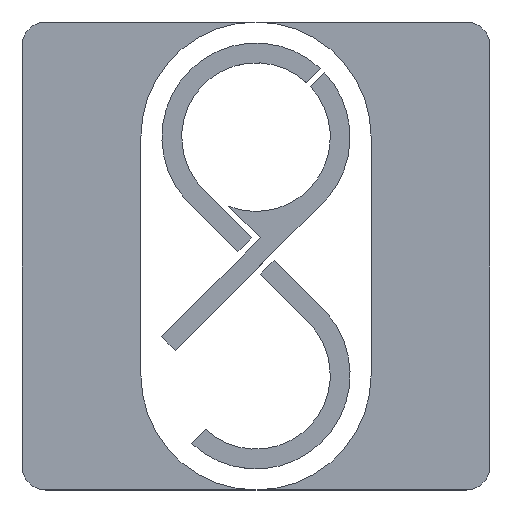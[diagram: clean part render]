
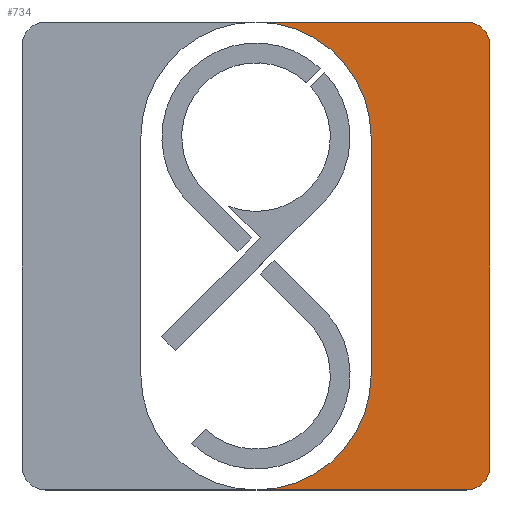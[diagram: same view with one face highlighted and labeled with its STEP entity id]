
A CAD part, top view. The second image highlights one B-rep face of the part: STEP entity #734.
In plain terms, the highlighted planar face has unit normal (0, 0, 1).
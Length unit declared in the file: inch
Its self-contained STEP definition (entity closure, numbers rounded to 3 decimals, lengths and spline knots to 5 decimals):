
#28=PLANE('',#813);
#63=FACE_OUTER_BOUND('',#108,.T.);
#108=EDGE_LOOP('',(#541,#542,#543,#544,#545,#546,#547,#548));
#148=LINE('',#1109,#225);
#154=LINE('',#1130,#231);
#156=LINE('',#1133,#233);
#158=LINE('',#1140,#235);
#225=VECTOR('',#883,0.3937);
#231=VECTOR('',#903,0.3937);
#233=VECTOR('',#907,0.3937);
#235=VECTOR('',#915,0.3937);
#298=CIRCLE('',#797,0.06);
#303=CIRCLE('',#805,0.06);
#304=CIRCLE('',#809,0.29055);
#305=CIRCLE('',#812,0.29055);
#326=VERTEX_POINT('',#1096);
#327=VERTEX_POINT('',#1097);
#331=VERTEX_POINT('',#1107);
#337=VERTEX_POINT('',#1123);
#338=VERTEX_POINT('',#1124);
#339=VERTEX_POINT('',#1129);
#340=VERTEX_POINT('',#1135);
#341=VERTEX_POINT('',#1139);
#396=EDGE_CURVE('',#326,#327,#298,.T.);
#402=EDGE_CURVE('',#326,#331,#148,.T.);
#409=EDGE_CURVE('',#337,#338,#303,.T.);
#412=EDGE_CURVE('',#339,#338,#154,.T.);
#414=EDGE_CURVE('',#337,#327,#156,.T.);
#415=EDGE_CURVE('',#340,#339,#304,.T.);
#417=EDGE_CURVE('',#341,#340,#158,.T.);
#419=EDGE_CURVE('',#331,#341,#305,.T.);
#541=ORIENTED_EDGE('',*,*,#396,.F.);
#542=ORIENTED_EDGE('',*,*,#402,.T.);
#543=ORIENTED_EDGE('',*,*,#419,.T.);
#544=ORIENTED_EDGE('',*,*,#417,.T.);
#545=ORIENTED_EDGE('',*,*,#415,.T.);
#546=ORIENTED_EDGE('',*,*,#412,.T.);
#547=ORIENTED_EDGE('',*,*,#409,.F.);
#548=ORIENTED_EDGE('',*,*,#414,.T.);
#734=ADVANCED_FACE('',(#63),#28,.T.);
#797=AXIS2_PLACEMENT_3D('',#1098,#873,#874);
#805=AXIS2_PLACEMENT_3D('',#1125,#897,#898);
#809=AXIS2_PLACEMENT_3D('',#1136,#910,#911);
#812=AXIS2_PLACEMENT_3D('',#1143,#919,#920);
#813=AXIS2_PLACEMENT_3D('',#1144,#921,#922);
#873=DIRECTION('center_axis',(0.,0.,-1.));
#874=DIRECTION('ref_axis',(0.707,0.707,0.));
#883=DIRECTION('',(-1.,0.,0.));
#897=DIRECTION('center_axis',(0.,0.,-1.));
#898=DIRECTION('ref_axis',(0.707,-0.707,0.));
#903=DIRECTION('',(1.,0.,0.));
#907=DIRECTION('',(0.,1.,0.));
#910=DIRECTION('center_axis',(0.,0.,-1.));
#911=DIRECTION('ref_axis',(-1.,0.,0.));
#915=DIRECTION('',(0.,-1.,0.));
#919=DIRECTION('center_axis',(0.,0.,-1.));
#920=DIRECTION('ref_axis',(-1.,0.,0.));
#921=DIRECTION('center_axis',(0.,0.,1.));
#922=DIRECTION('ref_axis',(1.,0.,0.));
#1096=CARTESIAN_POINT('',(0.53055,0.59055,0.03));
#1097=CARTESIAN_POINT('',(0.59055,0.53055,0.03));
#1098=CARTESIAN_POINT('Origin',(0.53055,0.53055,0.03));
#1107=CARTESIAN_POINT('',(0.,0.59055,0.03));
#1109=CARTESIAN_POINT('',(0.59055,0.59055,0.03));
#1123=CARTESIAN_POINT('',(0.59055,-0.53055,0.03));
#1124=CARTESIAN_POINT('',(0.53055,-0.59055,0.03));
#1125=CARTESIAN_POINT('Origin',(0.53055,-0.53055,0.03));
#1129=CARTESIAN_POINT('',(0.,-0.59055,0.03));
#1130=CARTESIAN_POINT('',(-0.59055,-0.59055,0.03));
#1133=CARTESIAN_POINT('',(0.59055,-0.59055,0.03));
#1135=CARTESIAN_POINT('',(0.29055,-0.3,0.03));
#1136=CARTESIAN_POINT('Origin',(0.,-0.3,0.03));
#1139=CARTESIAN_POINT('',(0.29055,0.3,0.03));
#1140=CARTESIAN_POINT('',(0.29055,0.3,0.03));
#1143=CARTESIAN_POINT('Origin',(0.,0.3,0.03));
#1144=CARTESIAN_POINT('Origin',(0.29528,0.,
0.03));
